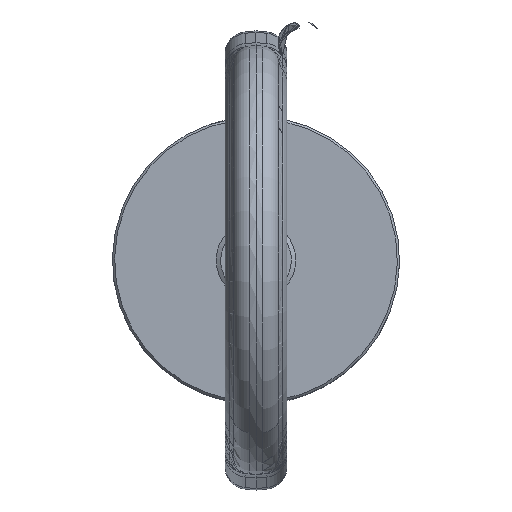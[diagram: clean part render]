
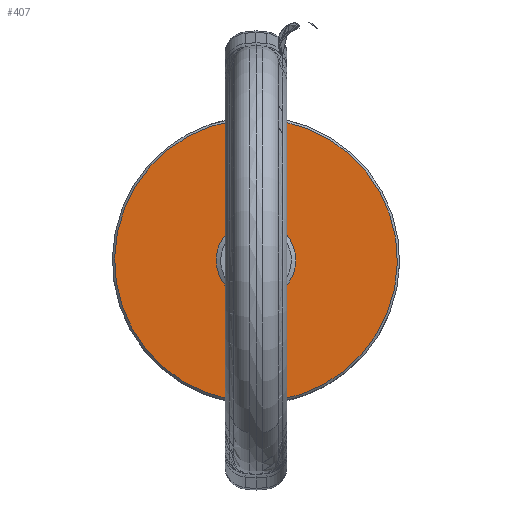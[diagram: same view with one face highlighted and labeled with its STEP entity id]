
A CAD part, top view. The second image highlights one B-rep face of the part: STEP entity #407.
In plain terms, the highlighted planar face has unit normal (0, 0, 1).
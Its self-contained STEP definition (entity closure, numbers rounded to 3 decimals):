
#341=CARTESIAN_POINT('Vertex',(-4.315,7.898,44.8)) ;
#344=CARTESIAN_POINT('Axis2P3D Location',(0.,0.,44.8)) ;
#348=CARTESIAN_POINT('Vertex',(4.315,-7.898,44.8)) ;
#368=CARTESIAN_POINT('Axis2P3D Location',(0.,0.,44.8)) ;
#380=CARTESIAN_POINT('Axis2P3D Location',(0.,-9.,44.8)) ;
#385=CARTESIAN_POINT('Axis2P3D Location',(0.,0.,44.8)) ;
#389=CARTESIAN_POINT('Vertex',(-15.342,28.083,44.8)) ;
#391=CARTESIAN_POINT('Vertex',(15.342,-28.083,44.8)) ;
#394=CARTESIAN_POINT('Axis2P3D Location',(0.,0.,44.8)) ;
#345=DIRECTION('Axis2P3D Direction',(0.,0.,1.)) ;
#369=DIRECTION('Axis2P3D Direction',(0.,0.,1.)) ;
#381=DIRECTION('Axis2P3D Direction',(0.,0.,1.)) ;
#382=DIRECTION('Axis2P3D XDirection',(1.,0.,0.)) ;
#386=DIRECTION('Axis2P3D Direction',(0.,0.,1.)) ;
#395=DIRECTION('Axis2P3D Direction',(0.,0.,1.)) ;
#346=AXIS2_PLACEMENT_3D('Circle Axis2P3D',#344,#345,$) ;
#370=AXIS2_PLACEMENT_3D('Circle Axis2P3D',#368,#369,$) ;
#383=AXIS2_PLACEMENT_3D('Plane Axis2P3D',#380,#381,#382) ;
#387=AXIS2_PLACEMENT_3D('Circle Axis2P3D',#385,#386,$) ;
#396=AXIS2_PLACEMENT_3D('Circle Axis2P3D',#394,#395,$) ;
#400=ORIENTED_EDGE('',*,*,#393,.T.) ;
#401=ORIENTED_EDGE('',*,*,#398,.T.) ;
#404=ORIENTED_EDGE('',*,*,#372,.F.) ;
#405=ORIENTED_EDGE('',*,*,#350,.F.) ;
#406=FACE_BOUND('',#403,.T.) ;
#407=ADVANCED_FACE('\X2\51434EF6672C9AD4\X0\',(#402,#406),#384,.T.) ;
#347=CIRCLE('generated circle',#346,9.) ;
#371=CIRCLE('generated circle',#370,9.) ;
#388=CIRCLE('generated circle',#387,32.) ;
#397=CIRCLE('generated circle',#396,32.) ;
#350=EDGE_CURVE('',#342,#349,#347,.T.) ;
#372=EDGE_CURVE('',#349,#342,#371,.T.) ;
#393=EDGE_CURVE('',#390,#392,#388,.T.) ;
#398=EDGE_CURVE('',#392,#390,#397,.T.) ;
#399=EDGE_LOOP('',(#400,#401)) ;
#403=EDGE_LOOP('',(#404,#405)) ;
#402=FACE_OUTER_BOUND('',#399,.T.) ;
#384=PLANE('',#383) ;
#342=VERTEX_POINT('',#341) ;
#349=VERTEX_POINT('',#348) ;
#390=VERTEX_POINT('',#389) ;
#392=VERTEX_POINT('',#391) ;
